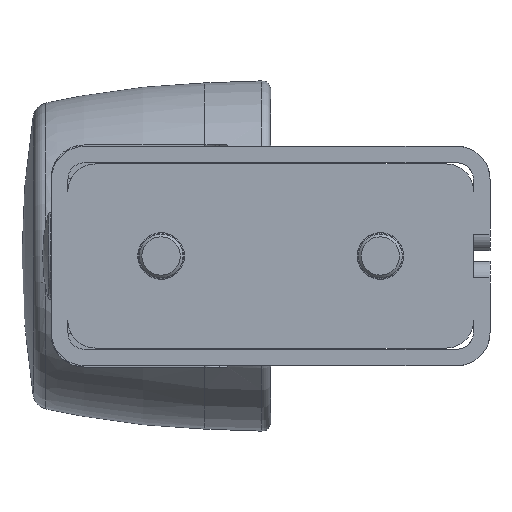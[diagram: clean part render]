
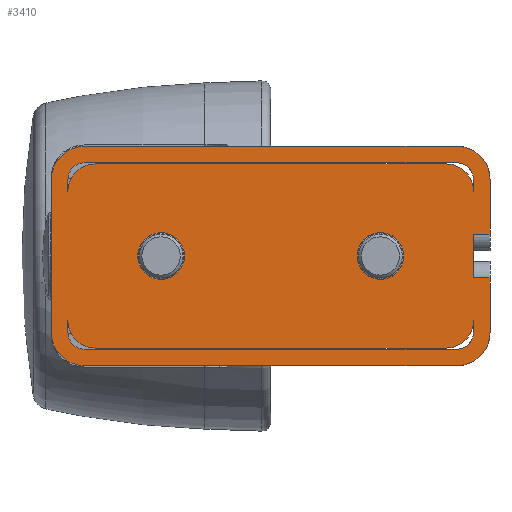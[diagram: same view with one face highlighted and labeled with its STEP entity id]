
A CAD part, left-side view. The second image highlights one B-rep face of the part: STEP entity #3410.
In plain terms, the highlighted face is planar.
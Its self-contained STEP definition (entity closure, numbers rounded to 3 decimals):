
#306=LINE('',#5490,#594);
#308=LINE('',#5494,#596);
#314=LINE('',#5514,#602);
#318=LINE('',#5526,#606);
#319=LINE('',#5531,#607);
#320=LINE('',#5535,#608);
#321=LINE('',#5539,#609);
#322=LINE('',#5545,#610);
#323=LINE('',#5549,#611);
#324=LINE('',#5554,#612);
#325=LINE('',#5555,#613);
#326=LINE('',#5557,#614);
#327=LINE('',#5559,#615);
#328=LINE('',#5562,#616);
#329=LINE('',#5566,#617);
#330=LINE('',#5570,#618);
#594=VECTOR('',#4365,1000.);
#596=VECTOR('',#4369,1000.);
#602=VECTOR('',#4383,1000.);
#606=VECTOR('',#4393,1000.);
#607=VECTOR('',#4396,1000.);
#608=VECTOR('',#4399,1000.);
#609=VECTOR('',#4402,1000.);
#610=VECTOR('',#4407,1000.);
#611=VECTOR('',#4410,1000.);
#612=VECTOR('',#4415,1000.);
#613=VECTOR('',#4416,1000.);
#614=VECTOR('',#4417,1000.);
#615=VECTOR('',#4418,1000.);
#616=VECTOR('',#4421,1000.);
#617=VECTOR('',#4424,1000.);
#618=VECTOR('',#4427,1000.);
#1189=ORIENTED_EDGE('',*,*,#1974,.F.);
#1190=ORIENTED_EDGE('',*,*,#1975,.F.);
#1191=ORIENTED_EDGE('',*,*,#1976,.F.);
#1192=ORIENTED_EDGE('',*,*,#1977,.T.);
#1193=ORIENTED_EDGE('',*,*,#1978,.T.);
#1194=ORIENTED_EDGE('',*,*,#1979,.T.);
#1195=ORIENTED_EDGE('',*,*,#1980,.F.);
#1196=ORIENTED_EDGE('',*,*,#1981,.F.);
#1197=ORIENTED_EDGE('',*,*,#1982,.F.);
#1198=ORIENTED_EDGE('',*,*,#1983,.F.);
#1199=ORIENTED_EDGE('',*,*,#1984,.F.);
#1200=ORIENTED_EDGE('',*,*,#1985,.F.);
#1201=ORIENTED_EDGE('',*,*,#1986,.T.);
#1202=ORIENTED_EDGE('',*,*,#1987,.T.);
#1203=ORIENTED_EDGE('',*,*,#1988,.T.);
#1204=ORIENTED_EDGE('',*,*,#1970,.F.);
#1205=ORIENTED_EDGE('',*,*,#1989,.F.);
#1206=ORIENTED_EDGE('',*,*,#1990,.F.);
#1207=ORIENTED_EDGE('',*,*,#1959,.T.);
#1208=ORIENTED_EDGE('',*,*,#1991,.F.);
#1209=ORIENTED_EDGE('',*,*,#1992,.F.);
#1210=ORIENTED_EDGE('',*,*,#1993,.T.);
#1211=ORIENTED_EDGE('',*,*,#1961,.T.);
#1212=ORIENTED_EDGE('',*,*,#1994,.T.);
#1213=ORIENTED_EDGE('',*,*,#1995,.T.);
#1214=ORIENTED_EDGE('',*,*,#1996,.T.);
#1215=ORIENTED_EDGE('',*,*,#1997,.T.);
#1216=ORIENTED_EDGE('',*,*,#1998,.T.);
#1217=ORIENTED_EDGE('',*,*,#1999,.T.);
#1218=ORIENTED_EDGE('',*,*,#2000,.T.);
#1959=EDGE_CURVE('',#2394,#2393,#306,.T.);
#1961=EDGE_CURVE('',#2395,#2396,#308,.T.);
#1970=EDGE_CURVE('',#2404,#2405,#314,.T.);
#1974=EDGE_CURVE('',#2408,#2408,#2653,.T.);
#1975=EDGE_CURVE('',#2409,#2409,#2654,.T.);
#1976=EDGE_CURVE('',#2410,#2411,#318,.T.);
#1977=EDGE_CURVE('',#2410,#2412,#2655,.T.);
#1978=EDGE_CURVE('',#2412,#2413,#319,.T.);
#1979=EDGE_CURVE('',#2413,#2414,#2656,.T.);
#1980=EDGE_CURVE('',#2415,#2414,#320,.T.);
#1981=EDGE_CURVE('',#2416,#2415,#2657,.T.);
#1982=EDGE_CURVE('',#2417,#2416,#321,.T.);
#1983=EDGE_CURVE('',#2411,#2417,#2658,.T.);
#1984=EDGE_CURVE('',#2418,#2419,#2659,.T.);
#1985=EDGE_CURVE('',#2420,#2418,#322,.T.);
#1986=EDGE_CURVE('',#2420,#2421,#2660,.T.);
#1987=EDGE_CURVE('',#2421,#2422,#323,.T.);
#1988=EDGE_CURVE('',#2422,#2405,#2661,.T.);
#1989=EDGE_CURVE('',#2423,#2404,#2662,.T.);
#1990=EDGE_CURVE('',#2419,#2423,#324,.T.);
#1991=EDGE_CURVE('',#2424,#2393,#325,.T.);
#1992=EDGE_CURVE('',#2425,#2424,#326,.T.);
#1993=EDGE_CURVE('',#2425,#2395,#327,.T.);
#1994=EDGE_CURVE('',#2396,#2426,#2663,.T.);
#1995=EDGE_CURVE('',#2426,#2427,#328,.T.);
#1996=EDGE_CURVE('',#2427,#2428,#2664,.T.);
#1997=EDGE_CURVE('',#2428,#2429,#329,.T.);
#1998=EDGE_CURVE('',#2429,#2430,#2665,.T.);
#1999=EDGE_CURVE('',#2430,#2431,#330,.T.);
#2000=EDGE_CURVE('',#2431,#2394,#2666,.T.);
#2393=VERTEX_POINT('',#5489);
#2394=VERTEX_POINT('',#5491);
#2395=VERTEX_POINT('',#5495);
#2396=VERTEX_POINT('',#5496);
#2404=VERTEX_POINT('',#5513);
#2405=VERTEX_POINT('',#5515);
#2408=VERTEX_POINT('',#5523);
#2409=VERTEX_POINT('',#5525);
#2410=VERTEX_POINT('',#5527);
#2411=VERTEX_POINT('',#5528);
#2412=VERTEX_POINT('',#5530);
#2413=VERTEX_POINT('',#5532);
#2414=VERTEX_POINT('',#5534);
#2415=VERTEX_POINT('',#5536);
#2416=VERTEX_POINT('',#5538);
#2417=VERTEX_POINT('',#5540);
#2418=VERTEX_POINT('',#5543);
#2419=VERTEX_POINT('',#5544);
#2420=VERTEX_POINT('',#5546);
#2421=VERTEX_POINT('',#5548);
#2422=VERTEX_POINT('',#5550);
#2423=VERTEX_POINT('',#5553);
#2424=VERTEX_POINT('',#5556);
#2425=VERTEX_POINT('',#5558);
#2426=VERTEX_POINT('',#5561);
#2427=VERTEX_POINT('',#5563);
#2428=VERTEX_POINT('',#5565);
#2429=VERTEX_POINT('',#5567);
#2430=VERTEX_POINT('',#5569);
#2431=VERTEX_POINT('',#5571);
#2653=CIRCLE('',#3732,4.25);
#2654=CIRCLE('',#3733,4.25);
#2655=CIRCLE('',#3734,5.);
#2656=CIRCLE('',#3735,5.);
#2657=CIRCLE('',#3736,3.);
#2658=CIRCLE('',#3737,3.);
#2659=CIRCLE('',#3738,3.);
#2660=CIRCLE('',#3739,5.);
#2661=CIRCLE('',#3740,5.);
#2662=CIRCLE('',#3741,3.);
#2663=CIRCLE('',#3742,6.);
#2664=CIRCLE('',#3743,6.);
#2665=CIRCLE('',#3744,6.);
#2666=CIRCLE('',#3745,6.);
#2872=EDGE_LOOP('',(#1189));
#2873=EDGE_LOOP('',(#1190));
#2874=EDGE_LOOP('',(#1191,#1192,#1193,#1194,#1195,#1196,#1197,#1198));
#2875=EDGE_LOOP('',(#1199,#1200,#1201,#1202,#1203,#1204,#1205,#1206));
#2876=EDGE_LOOP('',(#1207,#1208,#1209,#1210,#1211,#1212,#1213,#1214,#1215,
#1216,#1217,#1218));
#3107=FACE_BOUND('',#2872,.T.);
#3108=FACE_BOUND('',#2873,.T.);
#3109=FACE_BOUND('',#2874,.T.);
#3110=FACE_BOUND('',#2875,.T.);
#3111=FACE_BOUND('',#2876,.T.);
#3273=PLANE('',#3731);
#3410=ADVANCED_FACE('',(#3107,#3108,#3109,#3110,#3111),#3273,.T.);
#3731=AXIS2_PLACEMENT_3D('',#5521,#4387,#4388);
#3732=AXIS2_PLACEMENT_3D('',#5522,#4389,#4390);
#3733=AXIS2_PLACEMENT_3D('',#5524,#4391,#4392);
#3734=AXIS2_PLACEMENT_3D('',#5529,#4394,#4395);
#3735=AXIS2_PLACEMENT_3D('',#5533,#4397,#4398);
#3736=AXIS2_PLACEMENT_3D('',#5537,#4400,#4401);
#3737=AXIS2_PLACEMENT_3D('',#5541,#4403,#4404);
#3738=AXIS2_PLACEMENT_3D('',#5542,#4405,#4406);
#3739=AXIS2_PLACEMENT_3D('',#5547,#4408,#4409);
#3740=AXIS2_PLACEMENT_3D('',#5551,#4411,#4412);
#3741=AXIS2_PLACEMENT_3D('',#5552,#4413,#4414);
#3742=AXIS2_PLACEMENT_3D('',#5560,#4419,#4420);
#3743=AXIS2_PLACEMENT_3D('',#5564,#4422,#4423);
#3744=AXIS2_PLACEMENT_3D('',#5568,#4425,#4426);
#3745=AXIS2_PLACEMENT_3D('',#5572,#4428,#4429);
#4365=DIRECTION('',(0.,0.,-1.));
#4369=DIRECTION('',(0.,0.,-1.));
#4383=DIRECTION('',(0.,0.,-1.));
#4387=DIRECTION('',(1.,0.,0.));
#4388=DIRECTION('',(0.,0.,-1.));
#4389=DIRECTION('',(1.,0.,0.));
#4390=DIRECTION('',(0.,0.,-1.));
#4391=DIRECTION('',(1.,0.,0.));
#4392=DIRECTION('',(0.,0.,-1.));
#4393=DIRECTION('',(0.,0.,-1.));
#4394=DIRECTION('',(1.,0.,0.));
#4395=DIRECTION('',(0.,0.,-1.));
#4396=DIRECTION('',(0.,1.,0.));
#4397=DIRECTION('',(1.,0.,0.));
#4398=DIRECTION('',(0.,0.,-1.));
#4399=DIRECTION('',(0.,0.,1.));
#4400=DIRECTION('',(1.,0.,0.));
#4401=DIRECTION('',(0.,0.,-1.));
#4402=DIRECTION('',(0.,1.,0.));
#4403=DIRECTION('',(1.,0.,0.));
#4404=DIRECTION('',(0.,0.,-1.));
#4405=DIRECTION('',(1.,0.,0.));
#4406=DIRECTION('',(0.,0.,-1.));
#4407=DIRECTION('',(0.,0.,1.));
#4408=DIRECTION('',(1.,0.,0.));
#4409=DIRECTION('',(0.,0.,-1.));
#4410=DIRECTION('',(0.,-1.,0.));
#4411=DIRECTION('',(1.,0.,0.));
#4412=DIRECTION('',(0.,0.,-1.));
#4413=DIRECTION('',(1.,0.,0.));
#4414=DIRECTION('',(0.,0.,-1.));
#4415=DIRECTION('',(0.,-1.,0.));
#4416=DIRECTION('',(0.,-1.,0.));
#4417=DIRECTION('',(0.,0.,1.));
#4418=DIRECTION('',(0.,-1.,0.));
#4419=DIRECTION('',(1.,0.,0.));
#4420=DIRECTION('',(0.,0.,-1.));
#4421=DIRECTION('',(0.,1.,0.));
#4422=DIRECTION('',(1.,0.,0.));
#4423=DIRECTION('',(0.,0.,-1.));
#4424=DIRECTION('',(0.,0.,1.));
#4425=DIRECTION('',(1.,0.,0.));
#4426=DIRECTION('',(0.,0.,-1.));
#4427=DIRECTION('',(0.,-1.,0.));
#4428=DIRECTION('',(1.,0.,0.));
#4429=DIRECTION('',(0.,0.,-1.));
#5489=CARTESIAN_POINT('',(185.,-80.,4.));
#5490=CARTESIAN_POINT('',(185.,-80.,14.));
#5491=CARTESIAN_POINT('',(185.,-80.,14.));
#5494=CARTESIAN_POINT('',(185.,-80.,14.));
#5495=CARTESIAN_POINT('',(185.,-80.,-4.));
#5496=CARTESIAN_POINT('',(185.,-80.,-14.));
#5513=CARTESIAN_POINT('',(185.,-77.,14.));
#5514=CARTESIAN_POINT('',(185.,-77.,14.));
#5515=CARTESIAN_POINT('',(185.,-77.,11.8));
#5521=CARTESIAN_POINT('',(185.,-6.,14.));
#5522=CARTESIAN_POINT('',(185.,-60.,0.));
#5523=CARTESIAN_POINT('',(185.,-60.,-4.25));
#5524=CARTESIAN_POINT('',(185.,-20.,0.));
#5525=CARTESIAN_POINT('',(185.,-20.,-4.25));
#5526=CARTESIAN_POINT('',(185.,-77.,14.));
#5527=CARTESIAN_POINT('',(185.,-77.,-11.8));
#5528=CARTESIAN_POINT('',(185.,-77.,-14.));
#5529=CARTESIAN_POINT('',(185.,-72.,-11.8));
#5530=CARTESIAN_POINT('',(185.,-72.,-16.8));
#5531=CARTESIAN_POINT('',(185.,-72.,-16.8));
#5532=CARTESIAN_POINT('',(185.,-8.,-16.8));
#5533=CARTESIAN_POINT('',(185.,-8.,-11.8));
#5534=CARTESIAN_POINT('',(185.,-3.,-11.8));
#5535=CARTESIAN_POINT('',(185.,-3.,-14.));
#5536=CARTESIAN_POINT('',(185.,-3.,-14.));
#5537=CARTESIAN_POINT('',(185.,-6.,-14.));
#5538=CARTESIAN_POINT('',(185.,-6.,-17.));
#5539=CARTESIAN_POINT('',(185.,-74.,-17.));
#5540=CARTESIAN_POINT('',(185.,-74.,-17.));
#5541=CARTESIAN_POINT('',(185.,-74.,-14.));
#5542=CARTESIAN_POINT('',(185.,-6.,14.));
#5543=CARTESIAN_POINT('',(185.,-3.,14.));
#5544=CARTESIAN_POINT('',(185.,-6.,17.));
#5545=CARTESIAN_POINT('',(185.,-3.,-14.));
#5546=CARTESIAN_POINT('',(185.,-3.,11.8));
#5547=CARTESIAN_POINT('',(185.,-8.,11.8));
#5548=CARTESIAN_POINT('',(185.,-8.,16.8));
#5549=CARTESIAN_POINT('',(185.,-8.,16.8));
#5550=CARTESIAN_POINT('',(185.,-72.,16.8));
#5551=CARTESIAN_POINT('',(185.,-72.,11.8));
#5552=CARTESIAN_POINT('',(185.,-74.,14.));
#5553=CARTESIAN_POINT('',(185.,-74.,17.));
#5554=CARTESIAN_POINT('',(185.,-6.,17.));
#5555=CARTESIAN_POINT('',(185.,-77.,4.));
#5556=CARTESIAN_POINT('',(185.,-77.,4.));
#5557=CARTESIAN_POINT('',(185.,-77.,14.));
#5558=CARTESIAN_POINT('',(185.,-77.,-4.));
#5559=CARTESIAN_POINT('',(185.,-77.,-4.));
#5560=CARTESIAN_POINT('',(185.,-74.,-14.));
#5561=CARTESIAN_POINT('',(185.,-74.,-20.));
#5562=CARTESIAN_POINT('',(185.,-74.,-20.));
#5563=CARTESIAN_POINT('',(185.,-6.,-20.));
#5564=CARTESIAN_POINT('',(185.,-6.,-14.));
#5565=CARTESIAN_POINT('',(185.,0.,-14.));
#5566=CARTESIAN_POINT('',(185.,0.,-14.));
#5567=CARTESIAN_POINT('',(185.,0.,14.));
#5568=CARTESIAN_POINT('',(185.,-6.,14.));
#5569=CARTESIAN_POINT('',(185.,-6.,20.));
#5570=CARTESIAN_POINT('',(185.,-6.,20.));
#5571=CARTESIAN_POINT('',(185.,-74.,20.));
#5572=CARTESIAN_POINT('',(185.,-74.,14.));
